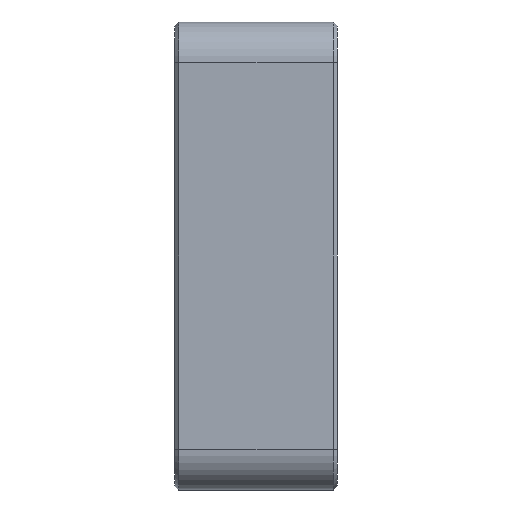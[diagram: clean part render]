
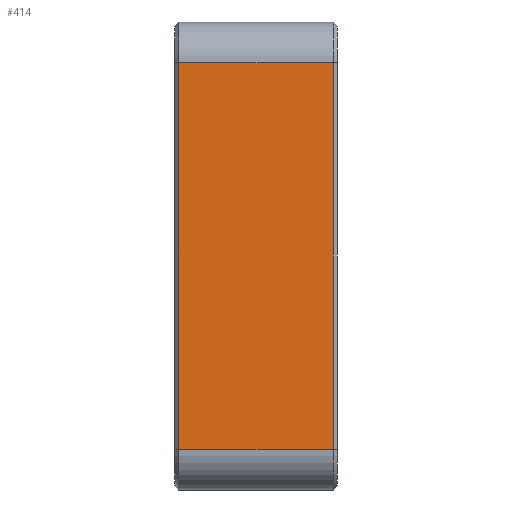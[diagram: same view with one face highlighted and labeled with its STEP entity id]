
A CAD part, left-side view. The second image highlights one B-rep face of the part: STEP entity #414.
In plain terms, the highlighted planar face has unit normal (-1, 0, 0).
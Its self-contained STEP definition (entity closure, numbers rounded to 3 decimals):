
#264 = VERTEX_POINT ( 'NONE', #3358 ) ;
#414 = ADVANCED_FACE ( 'NONE', ( #4264 ), #973, .F. ) ;
#674 = AXIS2_PLACEMENT_3D ( 'NONE', #3894, #2081, #3537 ) ;
#684 = DIRECTION ( 'NONE',  ( 0., 1., 0. ) ) ;
#892 = CARTESIAN_POINT ( 'NONE',  ( -23., -5.7, 14.25 ) ) ;
#912 = EDGE_CURVE ( 'NONE', #1634, #264, #3117, .T. ) ;
#973 = PLANE ( 'NONE',  #674 ) ;
#1449 = LINE ( 'NONE', #3574, #2847 ) ;
#1634 = VERTEX_POINT ( 'NONE', #3666 ) ;
#1692 = VERTEX_POINT ( 'NONE', #892 ) ;
#2046 = VECTOR ( 'NONE', #4009, 1000. ) ;
#2057 = LINE ( 'NONE', #2821, #3716 ) ;
#2075 = ORIENTED_EDGE ( 'NONE', *, *, #2471, .T. ) ;
#2081 = DIRECTION ( 'NONE',  ( 1., 0., 0. ) ) ;
#2106 = ORIENTED_EDGE ( 'NONE', *, *, #4488, .T. ) ;
#2225 = CARTESIAN_POINT ( 'NONE',  ( -23., -5.7, -14.25 ) ) ;
#2471 = EDGE_CURVE ( 'NONE', #1692, #1634, #1449, .T. ) ;
#2538 = LINE ( 'NONE', #2891, #2046 ) ;
#2570 = EDGE_LOOP ( 'NONE', ( #4482, #2106, #2075, #3224 ) ) ;
#2821 = CARTESIAN_POINT ( 'NONE',  ( -23., -5.7, -17.25 ) ) ;
#2847 = VECTOR ( 'NONE', #684, 1000. ) ;
#2891 = CARTESIAN_POINT ( 'NONE',  ( -23., 6., -14.25 ) ) ;
#2966 = VECTOR ( 'NONE', #4226, 1000. ) ;
#3032 = VERTEX_POINT ( 'NONE', #2225 ) ;
#3117 = LINE ( 'NONE', #3451, #2966 ) ;
#3224 = ORIENTED_EDGE ( 'NONE', *, *, #912, .T. ) ;
#3358 = CARTESIAN_POINT ( 'NONE',  ( -23., 5.7, -14.25 ) ) ;
#3451 = CARTESIAN_POINT ( 'NONE',  ( -23., 5.7, -14.25 ) ) ;
#3537 = DIRECTION ( 'NONE',  ( 0., 0., -1. ) ) ;
#3574 = CARTESIAN_POINT ( 'NONE',  ( -23., 6., 14.25 ) ) ;
#3666 = CARTESIAN_POINT ( 'NONE',  ( -23., 5.7, 14.25 ) ) ;
#3716 = VECTOR ( 'NONE', #4580, 1000. ) ;
#3894 = CARTESIAN_POINT ( 'NONE',  ( -23., 6., -17.25 ) ) ;
#4009 = DIRECTION ( 'NONE',  ( 0., -1., 0. ) ) ;
#4226 = DIRECTION ( 'NONE',  ( 0., 0., -1. ) ) ;
#4264 = FACE_OUTER_BOUND ( 'NONE', #2570, .T. ) ;
#4482 = ORIENTED_EDGE ( 'NONE', *, *, #4584, .T. ) ;
#4488 = EDGE_CURVE ( 'NONE', #3032, #1692, #2057, .T. ) ;
#4580 = DIRECTION ( 'NONE',  ( 0., 0., 1. ) ) ;
#4584 = EDGE_CURVE ( 'NONE', #264, #3032, #2538, .T. ) ;
